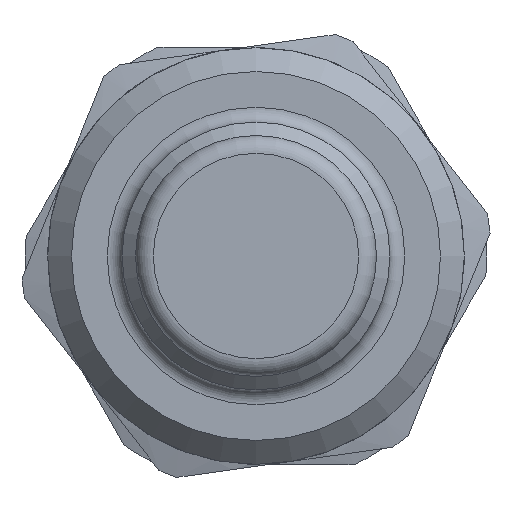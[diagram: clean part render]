
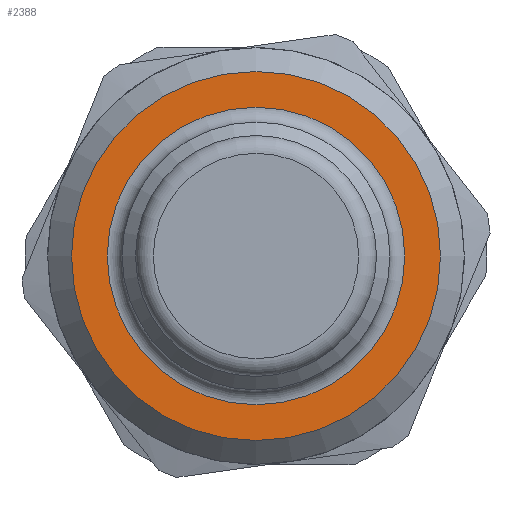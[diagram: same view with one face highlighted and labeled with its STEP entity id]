
A CAD part, left-side view. The second image highlights one B-rep face of the part: STEP entity #2388.
In plain terms, the highlighted planar face has unit normal (-1, 0, 0).
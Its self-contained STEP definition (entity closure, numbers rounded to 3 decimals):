
#2357=CARTESIAN_POINT('',(14.1,5.,0.));
#2358=VERTEX_POINT('',#2357);
#2359=CARTESIAN_POINT('',(14.1,0.0,0.0));
#2360=DIRECTION('',(-1.0,0.0,0.0));
#2361=DIRECTION('',(0.0,-1.0,0.0));
#2362=AXIS2_PLACEMENT_3D('',#2359,#2360,#2361);
#2363=CIRCLE('',#2362,5.);
#2364=EDGE_CURVE('',#2358,#2358,#2363,.T.);
#2369=CARTESIAN_POINT('',(14.1,5.75,0.0));
#2370=DIRECTION('',(-1.0,0.0,0.0));
#2371=DIRECTION('',(0.0,0.0,1.0));
#2372=AXIS2_PLACEMENT_3D('',#2369,#2370,#2371);
#2373=PLANE('',#2372);
#2374=CARTESIAN_POINT('',(14.1,6.2,0.));
#2375=VERTEX_POINT('',#2374);
#2376=CARTESIAN_POINT('',(14.1,0.0,0.0));
#2377=DIRECTION('',(1.0,0.0,0.0));
#2378=DIRECTION('',(0.0,-1.0,0.0));
#2379=AXIS2_PLACEMENT_3D('',#2376,#2377,#2378);
#2380=CIRCLE('',#2379,6.2);
#2381=EDGE_CURVE('',#2375,#2375,#2380,.T.);
#2382=ORIENTED_EDGE('',*,*,#2381,.F.);
#2383=EDGE_LOOP('',(#2382));
#2384=FACE_OUTER_BOUND('',#2383,.T.);
#2385=ORIENTED_EDGE('',*,*,#2364,.F.);
#2386=EDGE_LOOP('',(#2385));
#2387=FACE_BOUND('',#2386,.T.);
#2388=ADVANCED_FACE('',(#2384,#2387),#2373,.T.);
